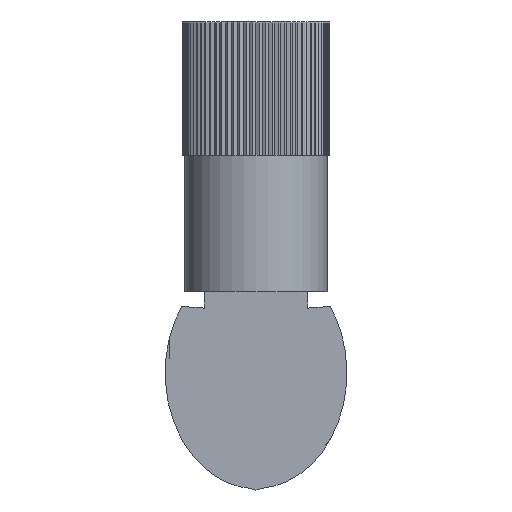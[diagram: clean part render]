
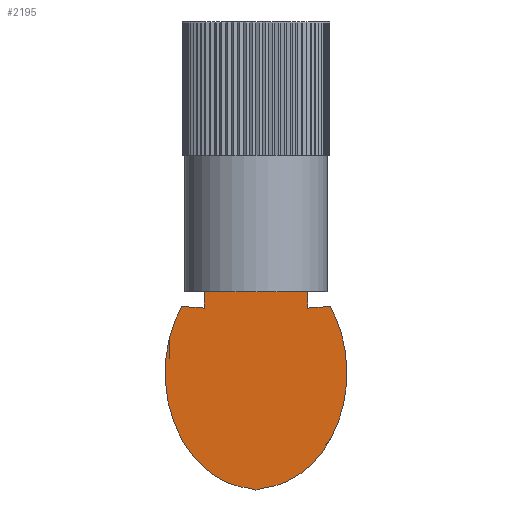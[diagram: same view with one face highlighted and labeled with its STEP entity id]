
A CAD part, front view. The second image highlights one B-rep face of the part: STEP entity #2195.
In plain terms, the highlighted planar face has unit normal (0, -1, 0).
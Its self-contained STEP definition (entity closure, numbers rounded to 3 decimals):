
#43 = DIRECTION ( 'NONE',  ( -0.997, 0., -0.08 ) ) ;
#136 = VERTEX_POINT ( 'NONE', #1199 ) ;
#190 = EDGE_CURVE ( 'NONE', #477, #1856, #456, .T. ) ;
#240 = CARTESIAN_POINT ( 'NONE',  ( -5.833, -3.1, -30.92 ) ) ;
#245 = DIRECTION ( 'NONE',  ( 0., 0., 1. ) ) ;
#250 = DIRECTION ( 'NONE',  ( -0.997, 0., 0.08 ) ) ;
#279 = ORIENTED_EDGE ( 'NONE', *, *, #5212, .T. ) ;
#303 = PLANE ( 'NONE',  #2364 ) ;
#307 = CARTESIAN_POINT ( 'NONE',  ( 3.5, -3.1, -18.2 ) ) ;
#315 = CARTESIAN_POINT ( 'NONE',  ( -3.5, -3.1, -18.2 ) ) ;
#327 = DIRECTION ( 'NONE',  ( 0., 0., -1. ) ) ;
#428 = LINE ( 'NONE', #2685, #5111 ) ;
#436 = VECTOR ( 'NONE', #43, 1000. ) ;
#437 =( BOUNDED_CURVE ( )  B_SPLINE_CURVE ( 3, ( #1962, #2362, #240, #5350 ),
 .UNSPECIFIED., .F., .F. ) 
 B_SPLINE_CURVE_WITH_KNOTS ( ( 4, 4 ),
 ( 4.097, 6.202 ),
 .UNSPECIFIED. ) 
 CURVE ( )  GEOMETRIC_REPRESENTATION_ITEM ( )  RATIONAL_B_SPLINE_CURVE ( ( 1., 0.664, 0.664, 1. ) ) 
 REPRESENTATION_ITEM ( '' )  );
#456 = LINE ( 'NONE', #4670, #2846 ) ;
#477 = VERTEX_POINT ( 'NONE', #2293 ) ;
#722 = EDGE_LOOP ( 'NONE', ( #3826, #2343, #4763, #2668, #4331, #5204, #4195, #1427, #279 ) ) ;
#751 = VERTEX_POINT ( 'NONE', #4182 ) ;
#763 = CARTESIAN_POINT ( 'NONE',  ( 0.5, -3.1, -31.474 ) ) ;
#764 = DIRECTION ( 'NONE',  ( 0., 0., -1. ) ) ;
#833 = CARTESIAN_POINT ( 'NONE',  ( 8.098, -3.1, -24.756 ) ) ;
#1199 = CARTESIAN_POINT ( 'NONE',  ( -3.5, -3.1, -18.2 ) ) ;
#1227 = LINE ( 'NONE', #315, #4693 ) ;
#1238 = LINE ( 'NONE', #307, #1987 ) ;
#1427 = ORIENTED_EDGE ( 'NONE', *, *, #2440, .F. ) ;
#1491 = VECTOR ( 'NONE', #3479, 1000. ) ;
#1534 = VERTEX_POINT ( 'NONE', #3979 ) ;
#1584 = LINE ( 'NONE', #4381, #436 ) ;
#1764 = LINE ( 'NONE', #2612, #1491 ) ;
#1856 = VERTEX_POINT ( 'NONE', #763 ) ;
#1962 = CARTESIAN_POINT ( 'NONE',  ( -5.011, -3.1, -19.2 ) ) ;
#1987 = VECTOR ( 'NONE', #327, 1000. ) ;
#2195 = ADVANCED_FACE ( 'NONE', ( #3121 ), #303, .F. ) ;
#2293 = CARTESIAN_POINT ( 'NONE',  ( 0., -3.1, -31.6 ) ) ;
#2331 = EDGE_CURVE ( 'NONE', #4824, #751, #3721, .T. ) ;
#2343 = ORIENTED_EDGE ( 'NONE', *, *, #2331, .T. ) ;
#2362 = CARTESIAN_POINT ( 'NONE',  ( -8.098, -3.1, -24.756 ) ) ;
#2364 = AXIS2_PLACEMENT_3D ( 'NONE', #2434, #4979, #245 ) ;
#2434 = CARTESIAN_POINT ( 'NONE',  ( 3.5, -3.1, -18.2 ) ) ;
#2440 = EDGE_CURVE ( 'NONE', #4074, #5231, #1238, .T. ) ;
#2484 = EDGE_CURVE ( 'NONE', #1856, #1534, #4080, .T. ) ;
#2604 = EDGE_CURVE ( 'NONE', #1534, #5231, #1584, .T. ) ;
#2612 = CARTESIAN_POINT ( 'NONE',  ( 3.5, -3.1, -18.2 ) ) ;
#2668 = ORIENTED_EDGE ( 'NONE', *, *, #4687, .T. ) ;
#2685 = CARTESIAN_POINT ( 'NONE',  ( 0., -3.1, -31.6 ) ) ;
#2706 = CARTESIAN_POINT ( 'NONE',  ( 3.5, -3.1, -18.2 ) ) ;
#2846 = VECTOR ( 'NONE', #4682, 1000. ) ;
#2908 = CARTESIAN_POINT ( 'NONE',  ( 0.5, -3.1, -31.474 ) ) ;
#2910 = EDGE_CURVE ( 'NONE', #751, #3361, #437, .T. ) ;
#3121 = FACE_OUTER_BOUND ( 'NONE', #722, .T. ) ;
#3361 = VERTEX_POINT ( 'NONE', #4894 ) ;
#3432 = CARTESIAN_POINT ( 'NONE',  ( 3.5, -3.1, -19.322 ) ) ;
#3479 = DIRECTION ( 'NONE',  ( -1., 0., 0. ) ) ;
#3704 = CARTESIAN_POINT ( 'NONE',  ( 0., -3.1, -19.604 ) ) ;
#3721 = LINE ( 'NONE', #3704, #5441 ) ;
#3826 = ORIENTED_EDGE ( 'NONE', *, *, #4353, .T. ) ;
#3875 = CARTESIAN_POINT ( 'NONE',  ( 5.011, -3.1, -19.2 ) ) ;
#3979 = CARTESIAN_POINT ( 'NONE',  ( 5.011, -3.1, -19.2 ) ) ;
#4074 = VERTEX_POINT ( 'NONE', #2706 ) ;
#4080 =( BOUNDED_CURVE ( )  B_SPLINE_CURVE ( 3, ( #2908, #4163, #833, #3875 ),
 .UNSPECIFIED., .F., .F. ) 
 B_SPLINE_CURVE_WITH_KNOTS ( ( 4, 4 ),
 ( 0.082, 2.186 ),
 .UNSPECIFIED. ) 
 CURVE ( )  GEOMETRIC_REPRESENTATION_ITEM ( )  RATIONAL_B_SPLINE_CURVE ( ( 1., 0.664, 0.664, 1. ) ) 
 REPRESENTATION_ITEM ( '' )  );
#4163 = CARTESIAN_POINT ( 'NONE',  ( 5.833, -3.1, -30.92 ) ) ;
#4182 = CARTESIAN_POINT ( 'NONE',  ( -5.011, -3.1, -19.2 ) ) ;
#4195 = ORIENTED_EDGE ( 'NONE', *, *, #2604, .T. ) ;
#4331 = ORIENTED_EDGE ( 'NONE', *, *, #190, .T. ) ;
#4353 = EDGE_CURVE ( 'NONE', #136, #4824, #1227, .T. ) ;
#4381 = CARTESIAN_POINT ( 'NONE',  ( 5.011, -3.1, -19.2 ) ) ;
#4438 = DIRECTION ( 'NONE',  ( 0.97, 0., -0.244 ) ) ;
#4670 = CARTESIAN_POINT ( 'NONE',  ( 0.5, -3.1, -31.474 ) ) ;
#4682 = DIRECTION ( 'NONE',  ( 0.97, 0., 0.244 ) ) ;
#4687 = EDGE_CURVE ( 'NONE', #3361, #477, #428, .T. ) ;
#4693 = VECTOR ( 'NONE', #764, 1000. ) ;
#4763 = ORIENTED_EDGE ( 'NONE', *, *, #2910, .T. ) ;
#4824 = VERTEX_POINT ( 'NONE', #5289 ) ;
#4894 = CARTESIAN_POINT ( 'NONE',  ( -0.5, -3.1, -31.474 ) ) ;
#4979 = DIRECTION ( 'NONE',  ( 0., 1., 0. ) ) ;
#5111 = VECTOR ( 'NONE', #4438, 1000. ) ;
#5204 = ORIENTED_EDGE ( 'NONE', *, *, #2484, .T. ) ;
#5212 = EDGE_CURVE ( 'NONE', #4074, #136, #1764, .T. ) ;
#5231 = VERTEX_POINT ( 'NONE', #3432 ) ;
#5289 = CARTESIAN_POINT ( 'NONE',  ( -3.5, -3.1, -19.322 ) ) ;
#5350 = CARTESIAN_POINT ( 'NONE',  ( -0.5, -3.1, -31.474 ) ) ;
#5441 = VECTOR ( 'NONE', #250, 1000. ) ;
